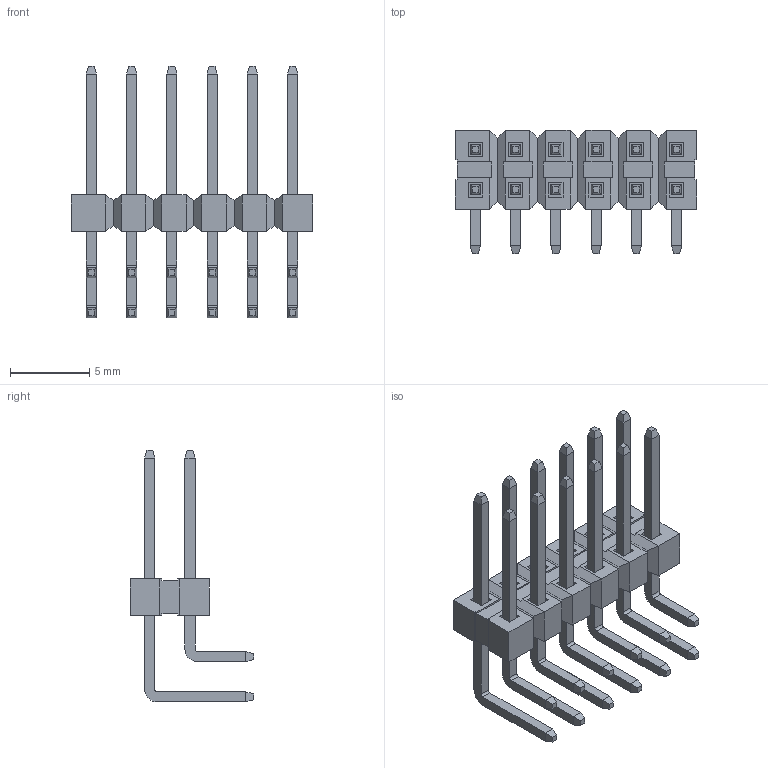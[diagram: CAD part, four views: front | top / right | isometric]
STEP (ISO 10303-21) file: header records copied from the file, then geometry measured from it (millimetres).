
FILE_DESCRIPTION((''),'2;1');
FILE_NAME('879111207','2011-01-19T',('pnb'),(''),'PRO/ENGINEER BY PARAMETRIC TECHNOLOGY CORPORATION, 2003451','PRO/ENGINEER BY PARAMETRIC TECHNOLOGY CORPORATION, 2003451','');
FILE_SCHEMA(('CONFIG_CONTROL_DESIGN'));
Length unit declared in the file: millimetre
Products named in the file (1): 879111207
Bounding box: 15.24 x 7.77 x 15.89 mm (x, y, z)
Volume: 237.5 mm3; surface area: 807.3 mm2
Topology: 1 solids, 1 shells, 446 faces, 1092 edges, 684 vertices
Faces by surface type: plane 422, cylinder 24
Entity records: 12719 total; most frequent: CARTESIAN_POINT 2199, ORIENTED_EDGE 2136, DIRECTION 2058, EDGE_CURVE 1068, VECTOR 1020, LINE 1020, VERTEX_POINT 660, AXIS2_PLACEMENT_3D 519
